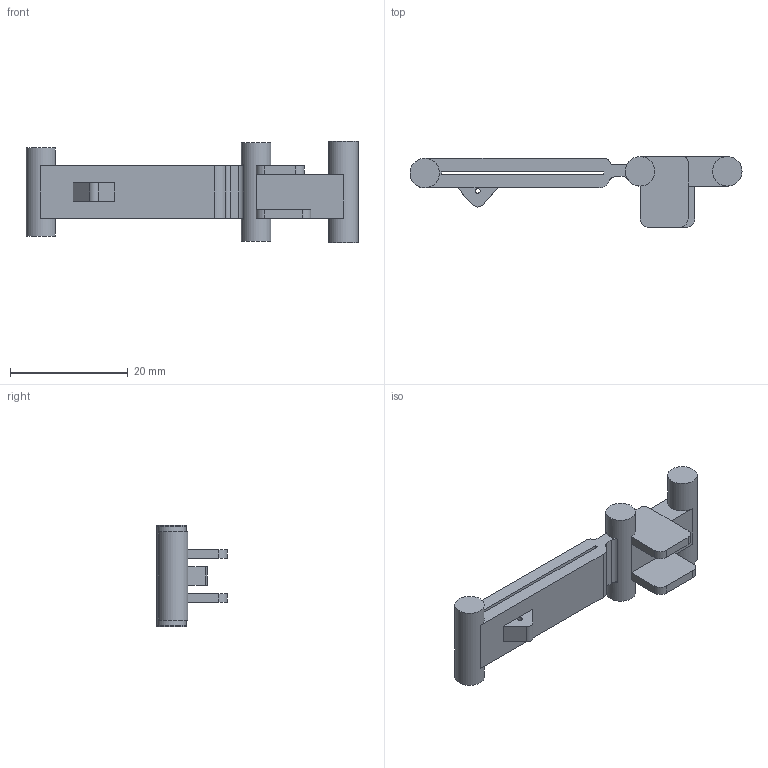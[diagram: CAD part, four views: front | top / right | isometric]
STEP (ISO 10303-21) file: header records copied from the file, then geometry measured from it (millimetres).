
FILE_DESCRIPTION(/* description */ (''),/* implementation_level */ '2;1');
FILE_NAME(/* name */ 'kinova gripper part _ final_slot (without hinge).step',/* time_stamp */ '2022-02-18T17:22:54+06:00',/* author */ (''),/* organization */ (''),/* preprocessor_version */ 'ST-DEVELOPER v18.1',/* originating_system */ 'Autodesk Translation Framework v10.13.0.1454',/* authorisation */ '');
FILE_SCHEMA (('AUTOMOTIVE_DESIGN { 1 0 10303 214 3 1 1 }'));
Length unit declared in the file: millimetre
Products named in the file (6): (Unsaved); Component1; Component2; Component3; Component4; Component5
Assembly tree (5 placements, depth 2):
  (Unsaved)
    Component1
    Component2
    Component3
    Component4
    Component5
Bounding box: 56.32 x 12 x 17.3 mm (x, y, z)
Volume: 2871.7 mm3; surface area: 2750.9 mm2
Topology: 1 solids, 1 shells, 50 faces, 130 edges, 84 vertices
Faces by surface type: plane 34, cylinder 16
Full cylindrical faces by diameter (mm): 0.8 x1, 5 x3
Entity records: 1722 total; most frequent: DIRECTION 292, CARTESIAN_POINT 275, ORIENTED_EDGE 260, EDGE_CURVE 130, AXIS2_PLACEMENT_3D 101, LINE 90, VECTOR 90, VERTEX_POINT 84
